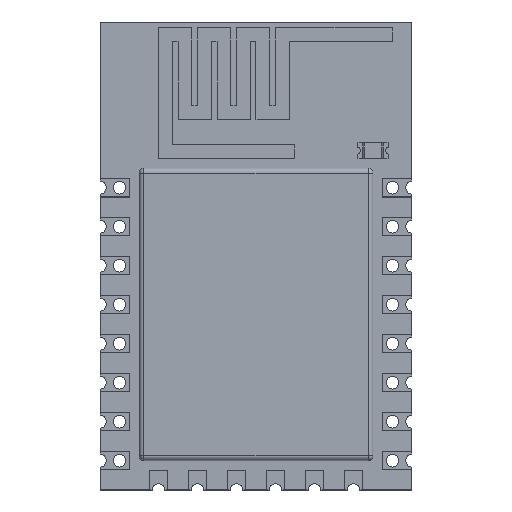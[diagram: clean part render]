
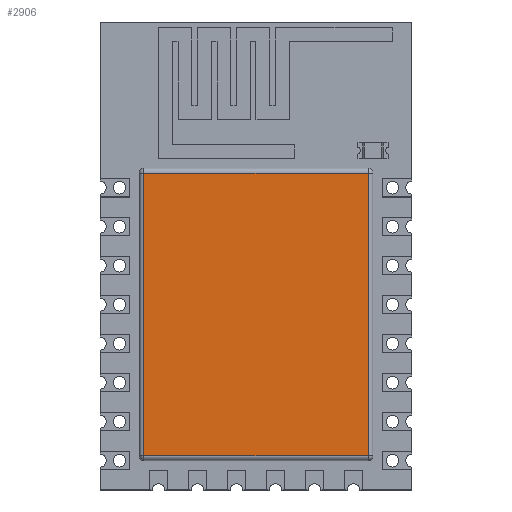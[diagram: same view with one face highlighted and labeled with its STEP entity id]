
A CAD part, top view. The second image highlights one B-rep face of the part: STEP entity #2906.
In plain terms, the highlighted planar face has unit normal (0, 0, 1).
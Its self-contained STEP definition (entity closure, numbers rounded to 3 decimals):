
#2730 = VERTEX_POINT('',#2731);
#2731 = CARTESIAN_POINT('',(-5.75,4.25,3.2));
#2738 = EDGE_CURVE('',#2730,#2739,#2741,.T.);
#2739 = VERTEX_POINT('',#2740);
#2740 = CARTESIAN_POINT('',(5.75,4.25,3.2));
#2741 = LINE('',#2742,#2743);
#2742 = CARTESIAN_POINT('',(-6.,4.25,3.2));
#2743 = VECTOR('',#2744,1.);
#2744 = DIRECTION('',(1.,0.,0.));
#2906 = ADVANCED_FACE('',(#2907),#2932,.F.);
#2907 = FACE_BOUND('',#2908,.F.);
#2908 = EDGE_LOOP('',(#2909,#2919,#2925,#2926));
#2909 = ORIENTED_EDGE('',*,*,#2910,.T.);
#2910 = EDGE_CURVE('',#2911,#2913,#2915,.T.);
#2911 = VERTEX_POINT('',#2912);
#2912 = CARTESIAN_POINT('',(5.75,-10.25,3.2));
#2913 = VERTEX_POINT('',#2914);
#2914 = CARTESIAN_POINT('',(-5.75,-10.25,3.2));
#2915 = LINE('',#2916,#2917);
#2916 = CARTESIAN_POINT('',(6.,-10.25,3.2));
#2917 = VECTOR('',#2918,1.);
#2918 = DIRECTION('',(-1.,0.,0.));
#2919 = ORIENTED_EDGE('',*,*,#2920,.T.);
#2920 = EDGE_CURVE('',#2913,#2730,#2921,.T.);
#2921 = LINE('',#2922,#2923);
#2922 = CARTESIAN_POINT('',(-5.75,-10.5,3.2));
#2923 = VECTOR('',#2924,1.);
#2924 = DIRECTION('',(0.,1.,0.));
#2925 = ORIENTED_EDGE('',*,*,#2738,.T.);
#2926 = ORIENTED_EDGE('',*,*,#2927,.T.);
#2927 = EDGE_CURVE('',#2739,#2911,#2928,.T.);
#2928 = LINE('',#2929,#2930);
#2929 = CARTESIAN_POINT('',(5.75,4.5,3.2));
#2930 = VECTOR('',#2931,1.);
#2931 = DIRECTION('',(0.,-1.,0.));
#2932 = PLANE('',#2933);
#2933 = AXIS2_PLACEMENT_3D('',#2934,#2935,#2936);
#2934 = CARTESIAN_POINT('',(0.,-3.,3.2));
#2935 = DIRECTION('',(-0.,-0.,-1.));
#2936 = DIRECTION('',(-1.,0.,0.));
